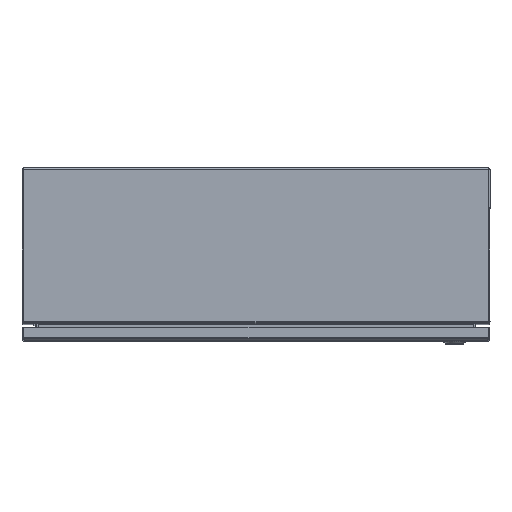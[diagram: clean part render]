
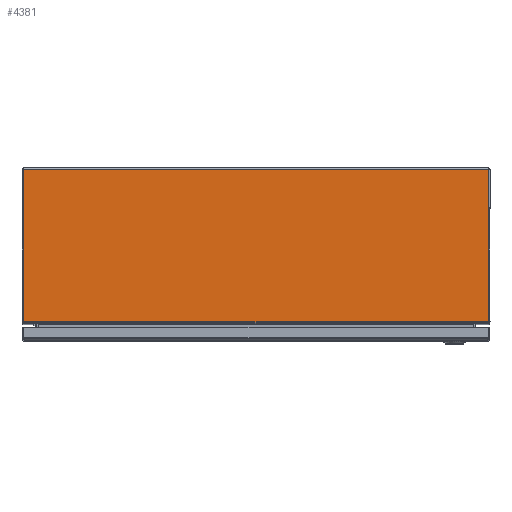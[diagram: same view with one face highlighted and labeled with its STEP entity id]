
A CAD part, top view. The second image highlights one B-rep face of the part: STEP entity #4381.
In plain terms, the highlighted planar face has unit normal (0, 0, 1).
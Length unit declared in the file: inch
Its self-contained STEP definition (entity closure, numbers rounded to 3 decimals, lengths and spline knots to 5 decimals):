
#887 = CIRCLE ( 'NONE', #25916, 0.25 ) ;
#1027 = CARTESIAN_POINT ( 'NONE',  ( -11.92789, -0.072, 18. ) ) ;
#3827 = ORIENTED_EDGE ( 'NONE', *, *, #21823, .F. ) ;
#3964 = VERTEX_POINT ( 'NONE', #27270 ) ;
#4046 = VECTOR ( 'NONE', #23078, 39.37008 ) ;
#4381 = ADVANCED_FACE ( 'NONE', ( #8490 ), #25615, .F. ) ;
#6016 = ORIENTED_EDGE ( 'NONE', *, *, #23918, .F. ) ;
#6114 = LINE ( 'NONE', #13316, #4046 ) ;
#6412 = ORIENTED_EDGE ( 'NONE', *, *, #14563, .F. ) ;
#7072 = AXIS2_PLACEMENT_3D ( 'NONE', #31448, #9229, #18834 ) ;
#7457 = CARTESIAN_POINT ( 'NONE',  ( 11.91807, -7.892, 18. ) ) ;
#8013 = CARTESIAN_POINT ( 'NONE',  ( 83.298, -0.072, 18. ) ) ;
#8490 = FACE_OUTER_BOUND ( 'NONE', #19426, .T. ) ;
#8677 = CARTESIAN_POINT ( 'NONE',  ( 11.92789, -7.82264, 18. ) ) ;
#9229 = DIRECTION ( 'NONE',  ( 0., 0., -1. ) ) ;
#9358 = ORIENTED_EDGE ( 'NONE', *, *, #9614, .F. ) ;
#9614 = EDGE_CURVE ( 'NONE', #27567, #13930, #6114, .T. ) ;
#10489 = VECTOR ( 'NONE', #10773, 39.37008 ) ;
#10773 = DIRECTION ( 'NONE',  ( 0., 1., 0. ) ) ;
#12526 = CARTESIAN_POINT ( 'NONE',  ( -11.91807, -7.892, 18. ) ) ;
#13316 = CARTESIAN_POINT ( 'NONE',  ( -11.892, -0.108, 18. ) ) ;
#13612 = DIRECTION ( 'NONE',  ( 0., 0., -1. ) ) ;
#13912 = CARTESIAN_POINT ( 'NONE',  ( 11.92789, -0.108, 18. ) ) ;
#13930 = VERTEX_POINT ( 'NONE', #13912 ) ;
#14085 = DIRECTION ( 'NONE',  ( 0., 1., 0. ) ) ;
#14563 = EDGE_CURVE ( 'NONE', #30619, #29984, #31002, .T. ) ;
#14806 = VECTOR ( 'NONE', #17850, 39.37008 ) ;
#15105 = ORIENTED_EDGE ( 'NONE', *, *, #27541, .F. ) ;
#15177 = AXIS2_PLACEMENT_3D ( 'NONE', #8013, #15373, #27381 ) ;
#15373 = DIRECTION ( 'NONE',  ( 0., 0., -1. ) ) ;
#16426 = ORIENTED_EDGE ( 'NONE', *, *, #17707, .F. ) ;
#16494 = CARTESIAN_POINT ( 'NONE',  ( 11.67789, -7.82264, 18. ) ) ;
#17058 = DIRECTION ( 'NONE',  ( -1., 0., 0. ) ) ;
#17707 = EDGE_CURVE ( 'NONE', #13930, #21884, #22970, .T. ) ;
#17850 = DIRECTION ( 'NONE',  ( 0., -1., 0. ) ) ;
#18288 = CARTESIAN_POINT ( 'NONE',  ( -11.92789, -0.108, 18. ) ) ;
#18834 = DIRECTION ( 'NONE',  ( 0., 1., 0. ) ) ;
#19426 = EDGE_LOOP ( 'NONE', ( #6016, #6412, #3827, #16426, #9358, #15105 ) ) ;
#19905 = LINE ( 'NONE', #1027, #10489 ) ;
#20408 = CARTESIAN_POINT ( 'NONE',  ( 11.92789, -0.072, 18. ) ) ;
#21698 = CARTESIAN_POINT ( 'NONE',  ( 83.298, -7.892, 18. ) ) ;
#21823 = EDGE_CURVE ( 'NONE', #21884, #30619, #887, .T. ) ;
#21884 = VERTEX_POINT ( 'NONE', #8677 ) ;
#22970 = LINE ( 'NONE', #20408, #14806 ) ;
#23078 = DIRECTION ( 'NONE',  ( 1., 0., 0. ) ) ;
#23918 = EDGE_CURVE ( 'NONE', #29984, #3964, #30601, .T. ) ;
#25615 = PLANE ( 'NONE',  #15177 ) ;
#25916 = AXIS2_PLACEMENT_3D ( 'NONE', #16494, #13612, #14085 ) ;
#27019 = VECTOR ( 'NONE', #17058, 39.37008 ) ;
#27270 = CARTESIAN_POINT ( 'NONE',  ( -11.92789, -7.82264, 18. ) ) ;
#27381 = DIRECTION ( 'NONE',  ( 0., 1., 0. ) ) ;
#27541 = EDGE_CURVE ( 'NONE', #3964, #27567, #19905, .T. ) ;
#27567 = VERTEX_POINT ( 'NONE', #18288 ) ;
#29984 = VERTEX_POINT ( 'NONE', #12526 ) ;
#30601 = CIRCLE ( 'NONE', #7072, 0.25 ) ;
#30619 = VERTEX_POINT ( 'NONE', #7457 ) ;
#31002 = LINE ( 'NONE', #21698, #27019 ) ;
#31448 = CARTESIAN_POINT ( 'NONE',  ( -11.67789, -7.82264, 18. ) ) ;
